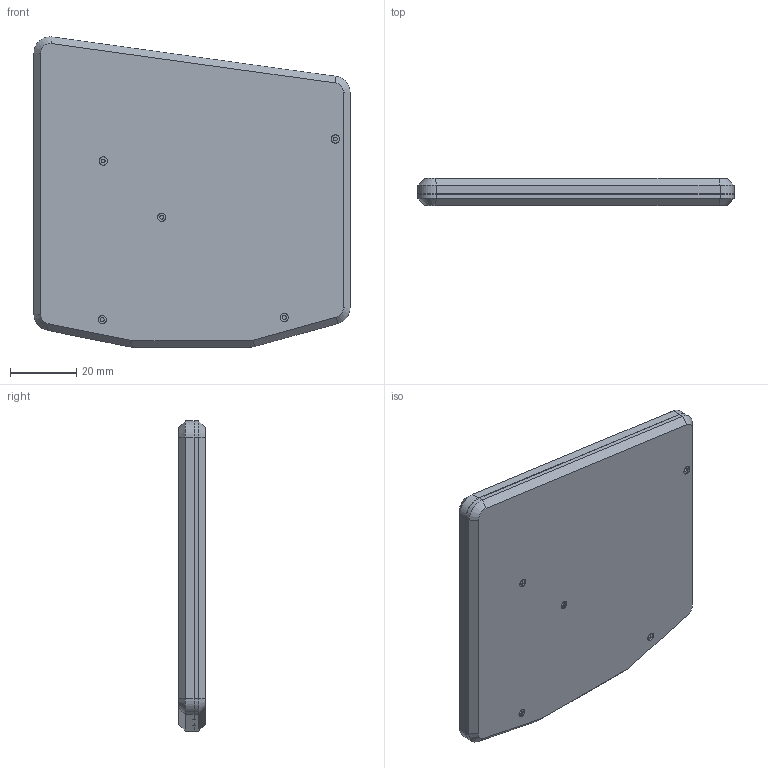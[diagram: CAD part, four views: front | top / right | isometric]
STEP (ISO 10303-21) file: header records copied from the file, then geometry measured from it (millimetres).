
FILE_DESCRIPTION(/* description */ ('','CAx-IF Rec.Pracs.---Representation and Presentation of Product Manufacturing Information (PMI)---4.0---2014-10-13'),/* implementation_level */ '2;1');
FILE_NAME(/* name */ 'right-case.stp',/* time_stamp */ '2022-11-06T09:37:27+01:00',/* author */ ('gabriel hansson'),/* organization */ (''),/* preprocessor_version */ 'ST-DEVELOPER v19',/* originating_system */ 'Autodesk Inventor 2023',/* authorisation */ '');
FILE_SCHEMA (('AP242_MANAGED_MODEL_BASED_3D_ENGINEERING_MIM_LF { 1 0 10303 442 1 1 4 }'));
Length unit declared in the file: millimetre
Products named in the file (1): case
Bounding box: 95.6 x 8.05 x 93.85 mm (x, y, z)
Volume: 27209.2 mm3; surface area: 32195.3 mm2
Topology: 2 solids, 2 shells, 400 faces, 1032 edges, 678 vertices
Faces by surface type: plane 319, cylinder 69, cone 12
Full cylindrical faces by diameter (mm): 1.183 x10, 2.5 x5, 3.74 x10
Entity records: 15328 total; most frequent: CARTESIAN_POINT 3398, DIRECTION 2228, ORIENTED_EDGE 2064, EDGE_CURVE 1032, LINE 878, VECTOR 878, VERTEX_POINT 678, AXIS2_PLACEMENT_3D 675
